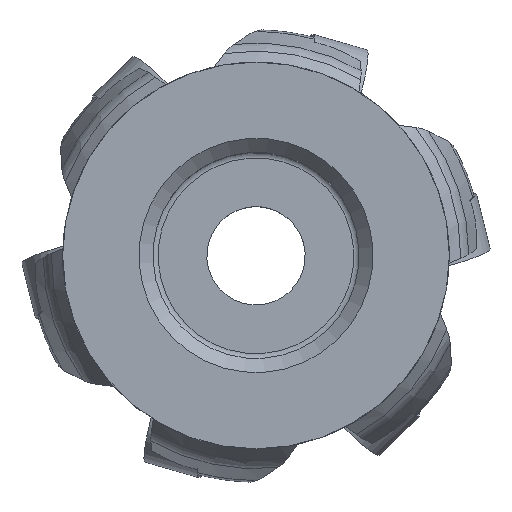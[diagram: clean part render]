
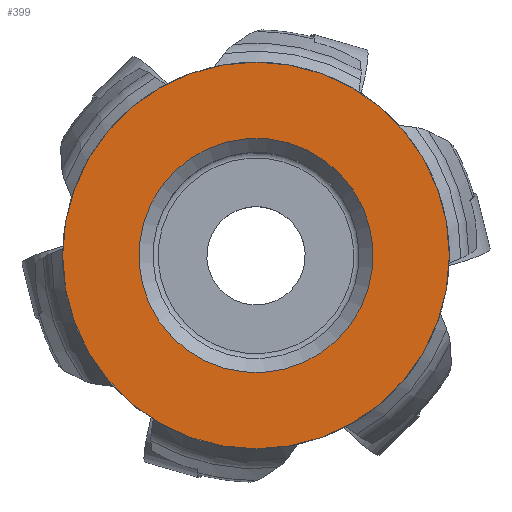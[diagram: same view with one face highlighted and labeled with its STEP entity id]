
A CAD part, top view. The second image highlights one B-rep face of the part: STEP entity #399.
In plain terms, the highlighted planar face has unit normal (0, 0, 1).
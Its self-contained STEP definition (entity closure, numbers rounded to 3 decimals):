
#134=PLANE('',#2215);
#335=FACE_BOUND('',#643,.T.);
#336=FACE_BOUND('',#644,.T.);
#399=ADVANCED_FACE('',(#335,#336),#134,.T.);
#643=EDGE_LOOP('',(#1099));
#644=EDGE_LOOP('',(#1100));
#758=CIRCLE('',#2180,20.65);
#764=CIRCLE('',#2193,12.505);
#1099=ORIENTED_EDGE('',*,*,#1752,.T.);
#1100=ORIENTED_EDGE('',*,*,#1762,.F.);
#1513=VERTEX_POINT('',#3904);
#1520=VERTEX_POINT('',#3934);
#1752=EDGE_CURVE('',#1513,#1513,#758,.T.);
#1762=EDGE_CURVE('',#1520,#1520,#764,.T.);
#2180=AXIS2_PLACEMENT_3D('',#3903,#2545,#2546);
#2193=AXIS2_PLACEMENT_3D('',#3933,#2573,#2574);
#2215=AXIS2_PLACEMENT_3D('',#3966,#2617,#2618);
#2545=DIRECTION('',(0.,0.,1.));
#2546=DIRECTION('',(1.,0.,0.));
#2573=DIRECTION('',(0.,0.,1.));
#2574=DIRECTION('',(-0.242,0.97,0.));
#2617=DIRECTION('',(0.,0.,1.));
#2618=DIRECTION('',(-0.242,0.97,0.));
#3903=CARTESIAN_POINT('',(0.,0.,0.));
#3904=CARTESIAN_POINT('',(20.65,0.,0.));
#3933=CARTESIAN_POINT('',(0.,0.,0.));
#3934=CARTESIAN_POINT('',(-3.025,12.134,0.));
#3966=CARTESIAN_POINT('',(-20.65,0.,0.));
